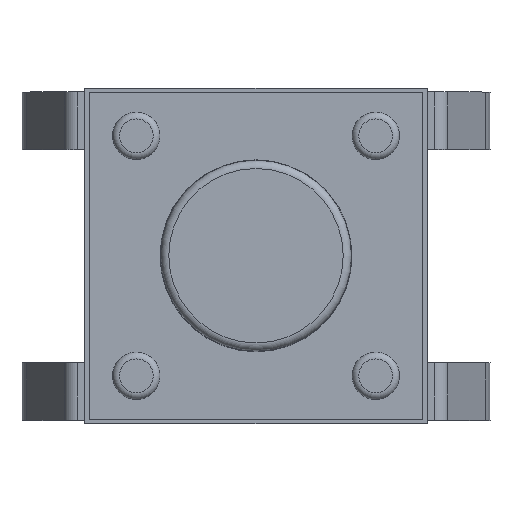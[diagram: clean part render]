
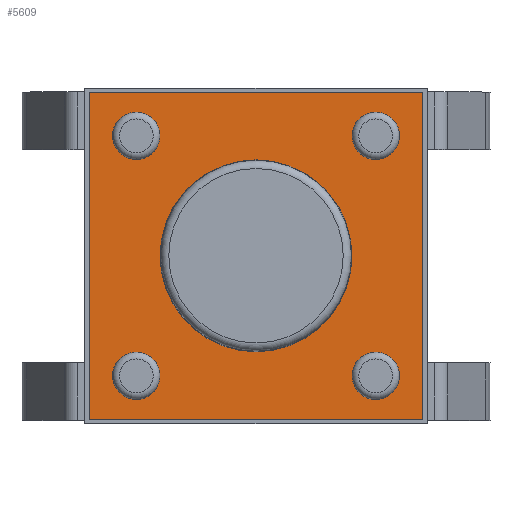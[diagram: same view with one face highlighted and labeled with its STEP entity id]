
A CAD part, top view. The second image highlights one B-rep face of the part: STEP entity #5609.
In plain terms, the highlighted planar face has unit normal (0, 0, 1).
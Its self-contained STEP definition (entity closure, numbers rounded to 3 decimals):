
#373=CIRCLE('',#5885,1.715);
#374=CIRCLE('',#5886,0.424);
#375=CIRCLE('',#5887,0.424);
#376=CIRCLE('',#5888,0.424);
#377=CIRCLE('',#5889,0.424);
#592=ORIENTED_EDGE('',*,*,#1718,.F.);
#593=ORIENTED_EDGE('',*,*,#1719,.T.);
#594=ORIENTED_EDGE('',*,*,#1720,.T.);
#595=ORIENTED_EDGE('',*,*,#1721,.T.);
#596=ORIENTED_EDGE('',*,*,#1722,.T.);
#597=ORIENTED_EDGE('',*,*,#1711,.F.);
#598=ORIENTED_EDGE('',*,*,#1717,.F.);
#599=ORIENTED_EDGE('',*,*,#1715,.F.);
#600=ORIENTED_EDGE('',*,*,#1713,.F.);
#1711=EDGE_CURVE('',#2273,#2274,#2681,.T.);
#1713=EDGE_CURVE('',#2274,#2275,#2683,.T.);
#1715=EDGE_CURVE('',#2275,#2276,#2685,.T.);
#1717=EDGE_CURVE('',#2276,#2273,#2687,.T.);
#1718=EDGE_CURVE('',#2277,#2277,#373,.T.);
#1719=EDGE_CURVE('',#2278,#2278,#374,.T.);
#1720=EDGE_CURVE('',#2279,#2279,#375,.T.);
#1721=EDGE_CURVE('',#2280,#2280,#376,.T.);
#1722=EDGE_CURVE('',#2281,#2281,#377,.T.);
#2273=VERTEX_POINT('',#7175);
#2274=VERTEX_POINT('',#7177);
#2275=VERTEX_POINT('',#7181);
#2276=VERTEX_POINT('',#7185);
#2277=VERTEX_POINT('',#7191);
#2278=VERTEX_POINT('',#7193);
#2279=VERTEX_POINT('',#7195);
#2280=VERTEX_POINT('',#7197);
#2281=VERTEX_POINT('',#7199);
#2681=LINE('',#7176,#2941);
#2683=LINE('',#7180,#2943);
#2685=LINE('',#7184,#2945);
#2687=LINE('',#7188,#2947);
#2941=VECTOR('',#6305,1000.);
#2943=VECTOR('',#6309,1000.);
#2945=VECTOR('',#6313,1000.);
#2947=VECTOR('',#6317,1000.);
#3111=EDGE_LOOP('',(#592));
#3112=EDGE_LOOP('',(#593));
#3113=EDGE_LOOP('',(#594));
#3114=EDGE_LOOP('',(#595));
#3115=EDGE_LOOP('',(#596));
#3116=EDGE_LOOP('',(#597,#598,#599,#600));
#3393=FACE_BOUND('',#3111,.T.);
#3394=FACE_BOUND('',#3112,.T.);
#3395=FACE_BOUND('',#3113,.T.);
#3396=FACE_BOUND('',#3114,.T.);
#3397=FACE_BOUND('',#3115,.T.);
#3398=FACE_BOUND('',#3116,.T.);
#3674=PLANE('',#5884);
#5609=ADVANCED_FACE('',(#3393,#3394,#3395,#3396,#3397,#3398),#3674,.F.);
#5884=AXIS2_PLACEMENT_3D('',#7189,#6318,#6319);
#5885=AXIS2_PLACEMENT_3D('',#7190,#6320,#6321);
#5886=AXIS2_PLACEMENT_3D('',#7192,#6322,#6323);
#5887=AXIS2_PLACEMENT_3D('',#7194,#6324,#6325);
#5888=AXIS2_PLACEMENT_3D('',#7196,#6326,#6327);
#5889=AXIS2_PLACEMENT_3D('',#7198,#6328,#6329);
#6305=DIRECTION('',(0.,1.,0.));
#6309=DIRECTION('',(1.,0.,0.));
#6313=DIRECTION('',(0.,-1.,0.));
#6317=DIRECTION('',(-1.,0.,0.));
#6318=DIRECTION('',(0.,0.,-1.));
#6319=DIRECTION('',(-1.,0.,0.));
#6320=DIRECTION('',(0.,0.,1.));
#6321=DIRECTION('',(1.,0.,0.));
#6322=DIRECTION('',(0.,0.,-1.));
#6323=DIRECTION('',(0.,-1.,0.));
#6324=DIRECTION('',(0.,0.,-1.));
#6325=DIRECTION('',(0.,1.,0.));
#6326=DIRECTION('',(0.,0.,-1.));
#6327=DIRECTION('',(0.,-1.,0.));
#6328=DIRECTION('',(0.,0.,-1.));
#6329=DIRECTION('',(0.,1.,0.));
#7175=CARTESIAN_POINT('',(-2.985,-2.924,3.676));
#7176=CARTESIAN_POINT('',(-2.985,-2.924,3.676));
#7177=CARTESIAN_POINT('',(-2.985,2.924,3.676));
#7180=CARTESIAN_POINT('',(-2.985,2.924,3.676));
#7181=CARTESIAN_POINT('',(2.985,2.924,3.676));
#7184=CARTESIAN_POINT('',(2.985,2.924,3.676));
#7185=CARTESIAN_POINT('',(2.985,-2.924,3.676));
#7188=CARTESIAN_POINT('',(2.985,-2.924,3.676));
#7189=CARTESIAN_POINT('',(0.,0.,3.676));
#7190=CARTESIAN_POINT('',(0.,0.,3.676));
#7191=CARTESIAN_POINT('',(1.715,0.,3.676));
#7192=CARTESIAN_POINT('',(2.14,2.145,3.676));
#7193=CARTESIAN_POINT('',(2.14,1.721,3.676));
#7194=CARTESIAN_POINT('',(2.14,-2.145,3.676));
#7195=CARTESIAN_POINT('',(2.14,-1.721,3.676));
#7196=CARTESIAN_POINT('',(-2.14,2.145,3.676));
#7197=CARTESIAN_POINT('',(-2.14,1.721,3.676));
#7198=CARTESIAN_POINT('',(-2.14,-2.145,3.676));
#7199=CARTESIAN_POINT('',(-2.14,-1.721,3.676));
